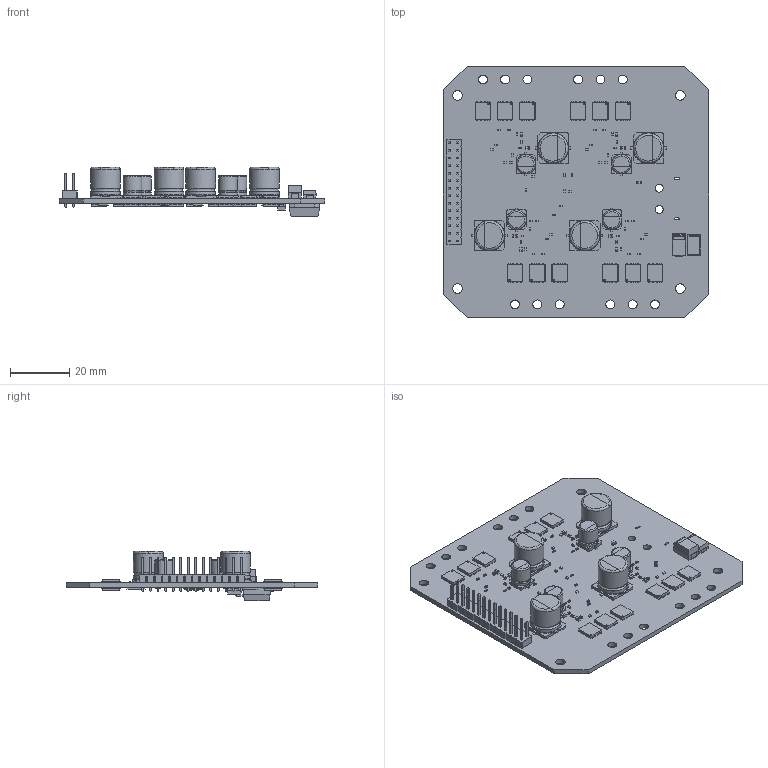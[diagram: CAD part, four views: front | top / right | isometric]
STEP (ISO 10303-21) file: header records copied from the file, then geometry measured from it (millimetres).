
FILE_DESCRIPTION(('KiCad electronic assembly'),'2;1');
FILE_NAME('Power Module.step','2024-12-26T11:45:16',('Pcbnew'),('Kicad') ,'Open CASCADE STEP processor 7.8','KiCad to STEP converter','Unknown' );
FILE_SCHEMA(('AUTOMOTIVE_DESIGN { 1 0 10303 214 1 1 1 1 }'));
Length unit declared in the file: millimetre
Products named in the file (32): Power Module 1; TDSON-8-1; TDSON_8_1; C_0402_1005Metric; C_0603_1608Metric; LED_0603_1608Metric; CP_Elec_6.3x7.7; CP_Elec_63x77; R_0402_1005Metric; PinHeader_2x14_P2.54mm_Vertical; PinHeader_2x14_P254mm_Vertical; CP_Elec_10x10.5; CP_Elec_10x105; CP_EIA-7343-43_Kemet-X; CP_EIA_7343_43_Kemet_X; CP_EIA-7343-30_AVX-N; CP_EIA_7343_30_AVX_N; TO-263-5_TabPin3; CQ assembly; R_0603_1608Metric; TSSOP-24_4.4x7.8mm_P0.65mm; TSSOP_24_44x78mm_P065mm; R_2512_6332Metric; D_SMA; Power Module_PCB
Assembly tree (124 placements, depth 3):
  Power Module 1
    TDSON-8-1  x24
      TDSON_8_1
    C_0402_1005Metric  x28
      C_0402_1005Metric
    C_0603_1608Metric  x9
      C_0603_1608Metric
    LED_0603_1608Metric
      LED_0603_1608Metric
    CP_Elec_6.3x7.7  x4
      CP_Elec_63x77
    R_0402_1005Metric  x20
      R_0402_1005Metric
    PinHeader_2x14_P2.54mm_Vertical
      PinHeader_2x14_P254mm_Vertical
    CP_Elec_10x10.5  x4
      CP_Elec_10x105
    CP_EIA-7343-43_Kemet-X
      CP_EIA_7343_43_Kemet_X
    CP_EIA-7343-30_AVX-N
      CP_EIA_7343_30_AVX_N
    TO-263-5_TabPin3
      CQ assembly
    R_0603_1608Metric  x8
      R_0603_1608Metric
    TSSOP-24_4.4x7.8mm_P0.65mm
      TSSOP_24_44x78mm_P065mm
    R_2512_6332Metric  x4
      R_2512_6332Metric
    D_SMA
      D_SMA
    Power Module_PCB
Bounding box: 89.25 x 84.76 x 16.62 mm (x, y, z)
Volume: 17990.6 mm3; surface area: 23714.7 mm2
Topology: 115 solids, 115 shells, 5293 faces, 13613 edges, 8720 vertices
Faces by surface type: plane 3784, cylinder 994, bspline 475, torus 32, revolution 8
Full cylindrical faces by diameter (mm): 0.5 x25, 1 x28, 2.5 x1, 2.7 x2, 3 x12, 3.2 x4, 6.3 x8, 10 x8
Entity records: 61835 total; most frequent: CARTESIAN_POINT 10577, ORIENTED_EDGE 8404, DIRECTION 7970, EDGE_CURVE 4202, LINE 3526, VECTOR 3526, VERTEX_POINT 2660, AXIS2_PLACEMENT_3D 2221
